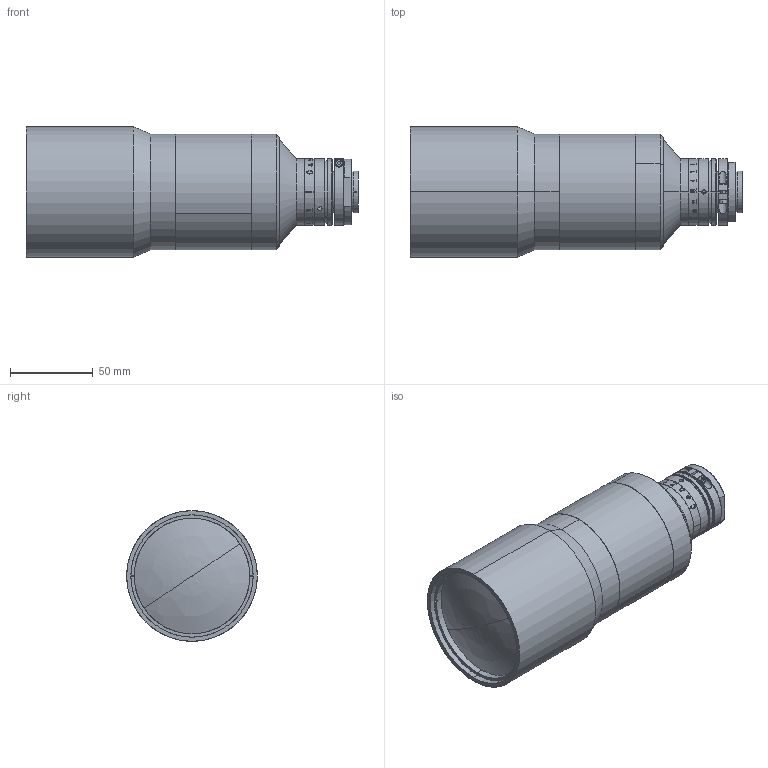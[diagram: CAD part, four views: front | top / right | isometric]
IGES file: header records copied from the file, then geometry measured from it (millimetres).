
Start section: SolidWorks IGES file using analytic representation for surfaces
Global section: file name: XF-PTL05511-C-(HD).IGS; native system: SolidWorks 2014; preprocessor: SolidWorks 2014; author: zhanghp; date: 190214.154126; units: millimetre
Bounding box: 200.83 x 79 x 79 mm (x, y, z)
Surface area: 61493.8 mm2 (no closed solid volume)
Topology: 0 solids, 0 shells, 148 faces, 4982 edges, 4980 vertices
Faces by surface type: revolution 86, bspline 62
